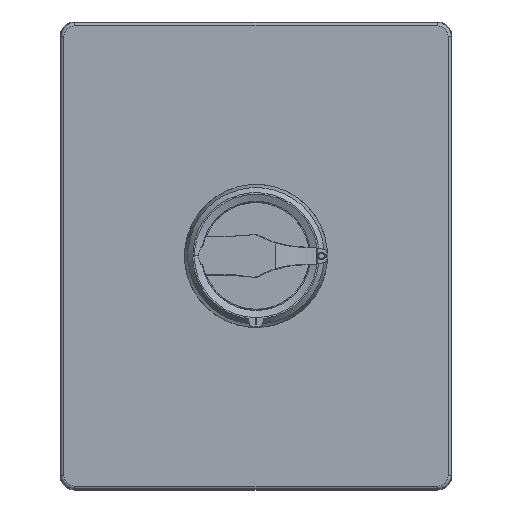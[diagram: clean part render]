
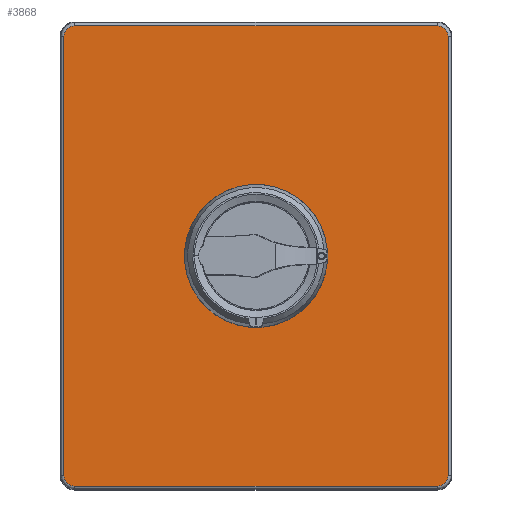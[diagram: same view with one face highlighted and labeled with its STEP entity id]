
A CAD part, top view. The second image highlights one B-rep face of the part: STEP entity #3868.
In plain terms, the highlighted planar face has unit normal (0, 0, 1).
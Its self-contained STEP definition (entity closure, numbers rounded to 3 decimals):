
#2=CARTESIAN_POINT('',(-119.1,144.101,121.35));
#3=DIRECTION('',(0.,0.,1.));
#4=DIRECTION('',(0.,1.,0.));
#5=AXIS2_PLACEMENT_3D('',#2,#3,#4);
#7=CARTESIAN_POINT('',(119.103,144.101,121.35));
#8=DIRECTION('',(0.,0.,1.));
#9=DIRECTION('',(1.,0.,0.));
#10=AXIS2_PLACEMENT_3D('',#7,#8,#9);
#12=CARTESIAN_POINT('',(119.103,-144.101,121.35));
#13=DIRECTION('',(0.,0.,1.));
#14=DIRECTION('',(0.,-1.,0.));
#15=AXIS2_PLACEMENT_3D('',#12,#13,#14);
#17=CARTESIAN_POINT('',(-119.1,-144.101,121.35));
#18=DIRECTION('',(0.,0.,1.));
#19=DIRECTION('',(-1.,0.,0.));
#20=AXIS2_PLACEMENT_3D('',#17,#18,#19);
#22=CARTESIAN_POINT('',(0.,0.,121.35));
#23=DIRECTION('',(0.,0.,-1.));
#24=DIRECTION('',(0.996,-0.094,0.));
#25=AXIS2_PLACEMENT_3D('',#22,#23,#24);
#27=CARTESIAN_POINT('',(0.,0.,121.35));
#28=DIRECTION('',(0.,0.,-1.));
#29=DIRECTION('',(0.996,0.094,0.));
#30=AXIS2_PLACEMENT_3D('',#27,#28,#29);
#36=DIRECTION('',(0.,1.,0.));
#37=VECTOR('',#36,288.203);
#38=CARTESIAN_POINT('',(-126.048,-144.101,121.35));
#39=LINE('',#38,#37);
#59=DIRECTION('',(-1.,0.,0.));
#60=VECTOR('',#59,238.203);
#61=CARTESIAN_POINT('',(119.103,-151.049,121.35));
#62=LINE('',#61,#60);
#82=DIRECTION('',(0.,-1.,0.));
#83=VECTOR('',#82,288.203);
#84=CARTESIAN_POINT('',(126.05,144.101,121.35));
#85=LINE('',#84,#83);
#105=DIRECTION('',(1.,0.,0.));
#106=VECTOR('',#105,238.203);
#107=CARTESIAN_POINT('',(-119.1,151.049,121.35));
#108=LINE('',#107,#106);
#3096=CARTESIAN_POINT('',(-126.048,-144.101,
121.35));
#3097=CARTESIAN_POINT('',(-126.048,144.101,121.35));
#3098=VERTEX_POINT('',#3096);
#3099=VERTEX_POINT('',#3097);
#3100=CARTESIAN_POINT('',(-119.1,-151.049,
121.35));
#3101=VERTEX_POINT('',#3100);
#3102=CARTESIAN_POINT('',(119.103,-151.049,121.35));
#3103=VERTEX_POINT('',#3102);
#3104=CARTESIAN_POINT('',(126.05,-144.101,121.35));
#3105=VERTEX_POINT('',#3104);
#3106=CARTESIAN_POINT('',(126.05,144.101,121.35));
#3107=VERTEX_POINT('',#3106);
#3108=CARTESIAN_POINT('',(119.103,151.049,121.35));
#3109=VERTEX_POINT('',#3108);
#3110=CARTESIAN_POINT('',(-119.1,151.049,121.35));
#3111=VERTEX_POINT('',#3110);
#3233=CARTESIAN_POINT('',(46.793,-4.407,121.35));
#3234=CARTESIAN_POINT('',(46.793,4.407,121.35));
#3235=VERTEX_POINT('',#3233);
#3236=VERTEX_POINT('',#3234);
#3839=CARTESIAN_POINT('',(0.001,0.,
121.35));
#3840=DIRECTION('',(0.,0.,-1.));
#3841=DIRECTION('',(0.,1.,0.));
#3842=AXIS2_PLACEMENT_3D('',#3839,#3840,#3841);
#3843=PLANE('',#3842);
#3845=ORIENTED_EDGE('',*,*,#3844,.T.);
#3847=ORIENTED_EDGE('',*,*,#3846,.F.);
#3849=ORIENTED_EDGE('',*,*,#3848,.T.);
#3851=ORIENTED_EDGE('',*,*,#3850,.F.);
#3853=ORIENTED_EDGE('',*,*,#3852,.T.);
#3855=ORIENTED_EDGE('',*,*,#3854,.F.);
#3857=ORIENTED_EDGE('',*,*,#3856,.T.);
#3859=ORIENTED_EDGE('',*,*,#3858,.F.);
#3860=EDGE_LOOP('',(#3845,#3847,#3849,#3851,#3853,#3855,#3857,#3859));
#3861=FACE_OUTER_BOUND('',#3860,.F.);
#3863=ORIENTED_EDGE('',*,*,#3862,.F.);
#3865=ORIENTED_EDGE('',*,*,#3864,.F.);
#3866=EDGE_LOOP('',(#3863,#3865));
#3867=FACE_BOUND('',#3866,.F.);
#3868=ADVANCED_FACE('',(#3861,#3867),#3843,.F.);
#6=CIRCLE('',#5,6.948);
#11=CIRCLE('',#10,6.948);
#16=CIRCLE('',#15,6.948);
#21=CIRCLE('',#20,6.948);
#26=CIRCLE('',#25,47.);
#31=CIRCLE('',#30,47.);
#3844=EDGE_CURVE('',#3098,#3099,#39,.T.);
#3846=EDGE_CURVE('',#3111,#3099,#6,.T.);
#3848=EDGE_CURVE('',#3111,#3109,#108,.T.);
#3850=EDGE_CURVE('',#3107,#3109,#11,.T.);
#3852=EDGE_CURVE('',#3107,#3105,#85,.T.);
#3854=EDGE_CURVE('',#3103,#3105,#16,.T.);
#3856=EDGE_CURVE('',#3103,#3101,#62,.T.);
#3858=EDGE_CURVE('',#3098,#3101,#21,.T.);
#3862=EDGE_CURVE('',#3235,#3236,#26,.T.);
#3864=EDGE_CURVE('',#3236,#3235,#31,.T.);
